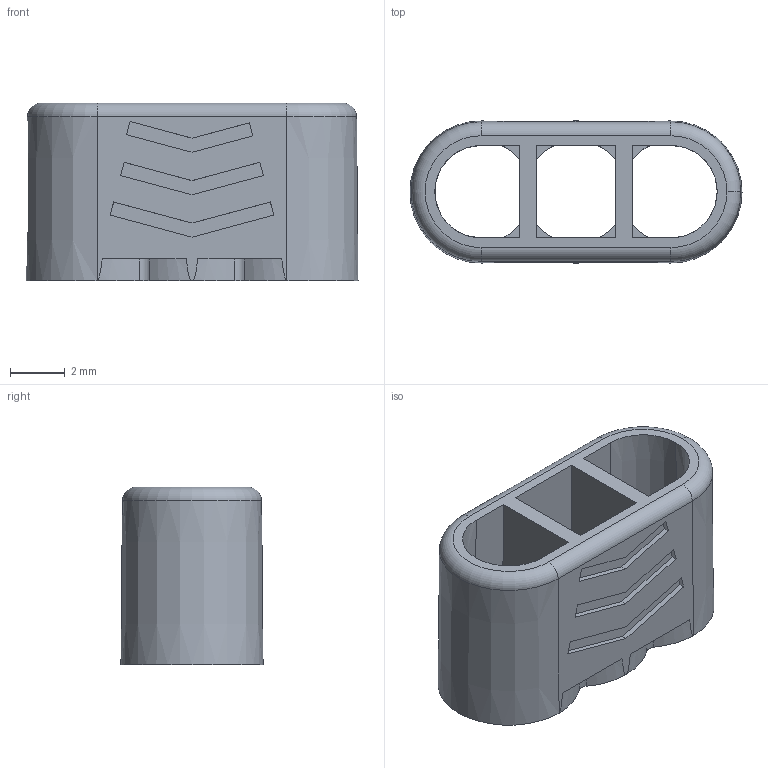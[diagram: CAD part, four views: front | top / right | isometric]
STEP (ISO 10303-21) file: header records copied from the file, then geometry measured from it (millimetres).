
FILE_DESCRIPTION (( 'STEP AP214' ), '1' );
FILE_NAME ('Amass MR30-shroud_default.STEP', '2025-03-31T14:03:32', ( '' ), ( '' ), 'SwSTEP 2.0', 'SolidWorks 2025', '' );
FILE_SCHEMA (( 'AUTOMOTIVE_DESIGN' ));
Length unit declared in the file: millimetre
Products named in the file (1): Amass MR30-shroud_default_default
Bounding box: 12.15 x 5.2 x 6.5 mm (x, y, z)
Volume: 166.9 mm3; surface area: 481.5 mm2
Topology: 1 solids, 1 shells, 101 faces, 268 edges, 173 vertices
Faces by surface type: plane 66, cylinder 26, cone 6, torus 3
Entity records: 3145 total; most frequent: CARTESIAN_POINT 627, ORIENTED_EDGE 536, DIRECTION 500, EDGE_CURVE 268, VECTOR 184, LINE 184, VERTEX_POINT 173, AXIS2_PLACEMENT_3D 158
